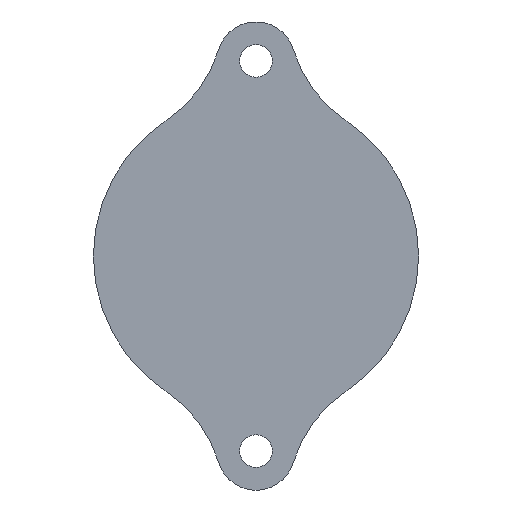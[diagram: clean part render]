
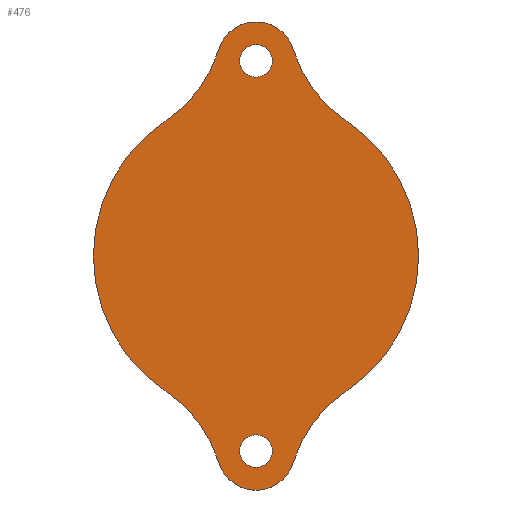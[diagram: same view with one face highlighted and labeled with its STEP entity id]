
A CAD part, front view. The second image highlights one B-rep face of the part: STEP entity #476.
In plain terms, the highlighted planar face has unit normal (0, -1, 0).
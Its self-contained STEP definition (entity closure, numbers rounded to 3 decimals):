
#18=FACE_BOUND('',#128,.T.);
#19=FACE_BOUND('',#129,.T.);
#22=PLANE('',#577);
#95=FACE_OUTER_BOUND('',#127,.T.);
#127=EDGE_LOOP('',(#409,#410,#411,#412,#413,#414,#415,#416));
#128=EDGE_LOOP('',(#417));
#129=EDGE_LOOP('',(#418));
#155=CIRCLE('',#533,20.);
#156=CIRCLE('',#535,6.);
#157=CIRCLE('',#537,20.);
#158=CIRCLE('',#539,25.);
#177=CIRCLE('',#566,2.5);
#178=CIRCLE('',#568,2.5);
#179=CIRCLE('',#570,25.);
#180=CIRCLE('',#572,20.);
#181=CIRCLE('',#574,6.);
#182=CIRCLE('',#576,20.);
#201=VERTEX_POINT('',#805);
#202=VERTEX_POINT('',#807);
#203=VERTEX_POINT('',#811);
#204=VERTEX_POINT('',#815);
#205=VERTEX_POINT('',#819);
#222=VERTEX_POINT('',#865);
#223=VERTEX_POINT('',#869);
#224=VERTEX_POINT('',#873);
#225=VERTEX_POINT('',#877);
#226=VERTEX_POINT('',#881);
#253=EDGE_CURVE('',#201,#202,#155,.T.);
#256=EDGE_CURVE('',#203,#201,#156,.T.);
#258=EDGE_CURVE('',#204,#203,#157,.T.);
#260=EDGE_CURVE('',#205,#204,#158,.T.);
#281=EDGE_CURVE('',#222,#222,#177,.T.);
#283=EDGE_CURVE('',#223,#223,#178,.T.);
#284=EDGE_CURVE('',#202,#224,#179,.T.);
#287=EDGE_CURVE('',#225,#205,#180,.T.);
#289=EDGE_CURVE('',#226,#225,#181,.T.);
#290=EDGE_CURVE('',#224,#226,#182,.T.);
#409=ORIENTED_EDGE('',*,*,#290,.F.);
#410=ORIENTED_EDGE('',*,*,#284,.F.);
#411=ORIENTED_EDGE('',*,*,#253,.F.);
#412=ORIENTED_EDGE('',*,*,#256,.F.);
#413=ORIENTED_EDGE('',*,*,#258,.F.);
#414=ORIENTED_EDGE('',*,*,#260,.F.);
#415=ORIENTED_EDGE('',*,*,#287,.F.);
#416=ORIENTED_EDGE('',*,*,#289,.F.);
#417=ORIENTED_EDGE('',*,*,#283,.F.);
#418=ORIENTED_EDGE('',*,*,#281,.F.);
#476=ADVANCED_FACE('',(#95,#18,#19),#22,.F.);
#533=AXIS2_PLACEMENT_3D('',#808,#651,#652);
#535=AXIS2_PLACEMENT_3D('',#813,#657,#658);
#537=AXIS2_PLACEMENT_3D('',#817,#662,#663);
#539=AXIS2_PLACEMENT_3D('',#821,#667,#668);
#566=AXIS2_PLACEMENT_3D('',#867,#723,#724);
#568=AXIS2_PLACEMENT_3D('',#871,#728,#729);
#570=AXIS2_PLACEMENT_3D('',#874,#732,#733);
#572=AXIS2_PLACEMENT_3D('',#879,#738,#739);
#574=AXIS2_PLACEMENT_3D('',#883,#743,#744);
#576=AXIS2_PLACEMENT_3D('',#885,#747,#748);
#577=AXIS2_PLACEMENT_3D('',#886,#749,#750);
#651=DIRECTION('center_axis',(0.,-1.,0.));
#652=DIRECTION('ref_axis',(-0.553,0.,-0.833));
#657=DIRECTION('center_axis',(0.,1.,0.));
#658=DIRECTION('ref_axis',(0.958,0.,-0.288));
#662=DIRECTION('center_axis',(0.,-1.,0.));
#663=DIRECTION('ref_axis',(0.958,0.,-0.288));
#667=DIRECTION('center_axis',(0.,1.,0.));
#668=DIRECTION('ref_axis',(0.553,0.,0.833));
#723=DIRECTION('center_axis',(0.,-1.,0.));
#724=DIRECTION('ref_axis',(1.,0.,0.));
#728=DIRECTION('center_axis',(0.,-1.,0.));
#729=DIRECTION('ref_axis',(1.,0.,0.));
#732=DIRECTION('center_axis',(0.,1.,0.));
#733=DIRECTION('ref_axis',(-0.553,0.,-0.833));
#738=DIRECTION('center_axis',(0.,-1.,0.));
#739=DIRECTION('ref_axis',(0.553,0.,0.833));
#743=DIRECTION('center_axis',(0.,1.,0.));
#744=DIRECTION('ref_axis',(-0.958,0.,0.288));
#747=DIRECTION('center_axis',(0.,-1.,0.));
#748=DIRECTION('ref_axis',(-0.958,0.,0.288));
#749=DIRECTION('center_axis',(0.,1.,0.));
#750=DIRECTION('ref_axis',(0.,0.,1.));
#805=CARTESIAN_POINT('',(-5.746,0.,-31.727));
#807=CARTESIAN_POINT('',(-13.833,0.,-20.824));
#808=CARTESIAN_POINT('Origin',(-24.9,0.,-37.483));
#811=CARTESIAN_POINT('',(5.746,0.,-31.727));
#813=CARTESIAN_POINT('Origin',(0.,0.,-30.));
#815=CARTESIAN_POINT('',(13.833,0.,-20.824));
#817=CARTESIAN_POINT('Origin',(24.9,0.,-37.483));
#819=CARTESIAN_POINT('',(13.833,0.,20.824));
#821=CARTESIAN_POINT('Origin',(0.,0.,0.));
#865=CARTESIAN_POINT('',(-2.5,0.,-30.));
#867=CARTESIAN_POINT('Origin',(0.,0.,-30.));
#869=CARTESIAN_POINT('',(-2.5,0.,30.));
#871=CARTESIAN_POINT('Origin',(0.,0.,30.));
#873=CARTESIAN_POINT('',(-13.833,0.,20.824));
#874=CARTESIAN_POINT('Origin',(0.,0.,0.));
#877=CARTESIAN_POINT('',(5.746,0.,31.727));
#879=CARTESIAN_POINT('Origin',(24.9,0.,37.483));
#881=CARTESIAN_POINT('',(-5.746,0.,31.727));
#883=CARTESIAN_POINT('Origin',(0.,0.,30.));
#885=CARTESIAN_POINT('Origin',(-24.9,0.,37.483));
#886=CARTESIAN_POINT('Origin',(0.,0.,0.));
